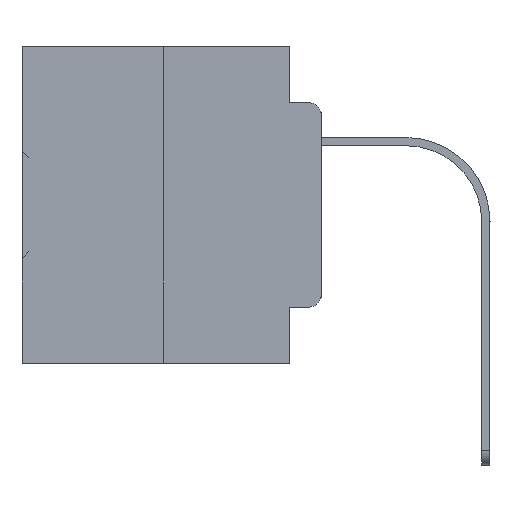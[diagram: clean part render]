
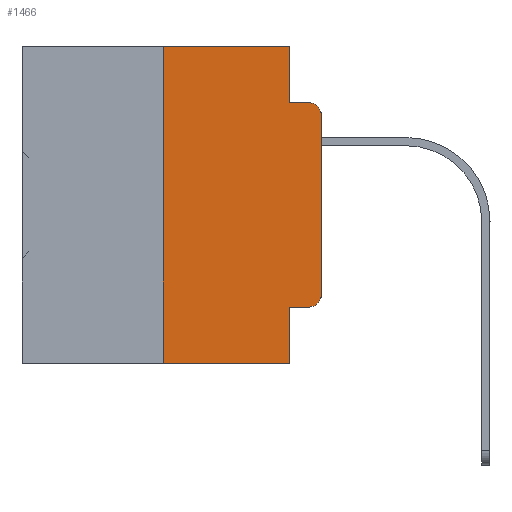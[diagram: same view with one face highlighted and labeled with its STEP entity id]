
A CAD part, left-side view. The second image highlights one B-rep face of the part: STEP entity #1466.
In plain terms, the highlighted planar face has unit normal (-1, 0, 0).
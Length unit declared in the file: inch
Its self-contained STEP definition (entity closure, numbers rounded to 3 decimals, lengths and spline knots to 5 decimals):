
#853 = CARTESIAN_POINT ( 'NONE',  ( 0., 0.473, -0.5 ) ) ;
#1466 = ADVANCED_FACE ( 'NONE', ( #9261 ), #20316, .F. ) ;
#2057 = VECTOR ( 'NONE', #27094, 39.37008 ) ;
#2316 = DIRECTION ( 'NONE',  ( -1., 0., 0. ) ) ;
#2458 = VERTEX_POINT ( 'NONE', #22752 ) ;
#2904 = DIRECTION ( 'NONE',  ( 0., 0., -1. ) ) ;
#3209 = CARTESIAN_POINT ( 'NONE',  ( 0., 0.473, 0. ) ) ;
#3537 = DIRECTION ( 'NONE',  ( 0., -1., 0. ) ) ;
#3815 = VECTOR ( 'NONE', #20800, 39.37008 ) ;
#5262 = DIRECTION ( 'NONE',  ( 0., 0., -1. ) ) ;
#5831 = DIRECTION ( 'NONE',  ( 0., 0., 1. ) ) ;
#5850 = LINE ( 'NONE', #853, #2057 ) ;
#5951 = DIRECTION ( 'NONE',  ( -1., 0., 0. ) ) ;
#6617 = EDGE_CURVE ( 'NONE', #2458, #12409, #21585, .T. ) ;
#6943 = LINE ( 'NONE', #29615, #16949 ) ;
#6945 = CARTESIAN_POINT ( 'NONE',  ( 0., 0.473, 0. ) ) ;
#7419 = DIRECTION ( 'NONE',  ( 0., 0., -1. ) ) ;
#7839 = AXIS2_PLACEMENT_3D ( 'NONE', #19824, #5951, #2904 ) ;
#8769 = CARTESIAN_POINT ( 'NONE',  ( 0., 0.02, -0.0885 ) ) ;
#9261 = FACE_OUTER_BOUND ( 'NONE', #31205, .T. ) ;
#9279 = CARTESIAN_POINT ( 'NONE',  ( 0., 0.051, -0.5 ) ) ;
#9522 = CARTESIAN_POINT ( 'NONE',  ( 0., 0.051, -0.0885 ) ) ;
#11412 = DIRECTION ( 'NONE',  ( 0., 0., -1. ) ) ;
#11650 = ORIENTED_EDGE ( 'NONE', *, *, #6617, .F. ) ;
#11750 = DIRECTION ( 'NONE',  ( 1., 0., 0. ) ) ;
#12021 = CARTESIAN_POINT ( 'NONE',  ( 0., 0.25, 0. ) ) ;
#12074 = VERTEX_POINT ( 'NONE', #8769 ) ;
#12409 = VERTEX_POINT ( 'NONE', #16548 ) ;
#12829 = ORIENTED_EDGE ( 'NONE', *, *, #36328, .T. ) ;
#13045 = VERTEX_POINT ( 'NONE', #21038 ) ;
#13319 = EDGE_CURVE ( 'NONE', #35461, #27667, #31569, .T. ) ;
#13699 = CARTESIAN_POINT ( 'NONE',  ( 0., 0.051, 0. ) ) ;
#15163 = DIRECTION ( 'NONE',  ( 0., 0., -1. ) ) ;
#15630 = VECTOR ( 'NONE', #5831, 39.37008 ) ;
#16548 = CARTESIAN_POINT ( 'NONE',  ( 0., 0.051, 0. ) ) ;
#16611 = ORIENTED_EDGE ( 'NONE', *, *, #27960, .F. ) ;
#16777 = CARTESIAN_POINT ( 'NONE',  ( 0., 0.02, -0.4115 ) ) ;
#16849 = LINE ( 'NONE', #34182, #30335 ) ;
#16888 = VERTEX_POINT ( 'NONE', #23269 ) ;
#16949 = VECTOR ( 'NONE', #3537, 39.37008 ) ;
#17516 = CARTESIAN_POINT ( 'NONE',  ( 0., 0.25, -0.5 ) ) ;
#19824 = CARTESIAN_POINT ( 'NONE',  ( 0., 0.02, -0.3915 ) ) ;
#20316 = PLANE ( 'NONE',  #24547 ) ;
#20661 = CIRCLE ( 'NONE', #23080, 0.02 ) ;
#20694 = EDGE_CURVE ( 'NONE', #27667, #16888, #25968, .T. ) ;
#20800 = DIRECTION ( 'NONE',  ( 0., -1., 0. ) ) ;
#20864 = VECTOR ( 'NONE', #7419, 39.37008 ) ;
#21038 = CARTESIAN_POINT ( 'NONE',  ( 0., 0.051, -0.4115 ) ) ;
#21131 = LINE ( 'NONE', #12021, #27695 ) ;
#21585 = LINE ( 'NONE', #6945, #26802 ) ;
#22079 = ORIENTED_EDGE ( 'NONE', *, *, #35176, .F. ) ;
#22588 = ORIENTED_EDGE ( 'NONE', *, *, #13319, .T. ) ;
#22595 = EDGE_CURVE ( 'NONE', #13045, #35461, #6943, .T. ) ;
#22752 = CARTESIAN_POINT ( 'NONE',  ( 0., 0.25, 0. ) ) ;
#23080 = AXIS2_PLACEMENT_3D ( 'NONE', #36917, #2316, #11412 ) ;
#23269 = CARTESIAN_POINT ( 'NONE',  ( 0., 0., -0.1085 ) ) ;
#23658 = LINE ( 'NONE', #35278, #3815 ) ;
#24547 = AXIS2_PLACEMENT_3D ( 'NONE', #3209, #11750, #15163 ) ;
#24783 = VERTEX_POINT ( 'NONE', #9522 ) ;
#25968 = LINE ( 'NONE', #31909, #15630 ) ;
#26147 = EDGE_CURVE ( 'NONE', #13045, #36050, #31220, .T. ) ;
#26802 = VECTOR ( 'NONE', #35864, 39.37008 ) ;
#27094 = DIRECTION ( 'NONE',  ( 0., -1., 0. ) ) ;
#27660 = ORIENTED_EDGE ( 'NONE', *, *, #32972, .T. ) ;
#27667 = VERTEX_POINT ( 'NONE', #30334 ) ;
#27695 = VECTOR ( 'NONE', #32777, 39.37008 ) ;
#27893 = ORIENTED_EDGE ( 'NONE', *, *, #30325, .F. ) ;
#27960 = EDGE_CURVE ( 'NONE', #31895, #2458, #21131, .T. ) ;
#29615 = CARTESIAN_POINT ( 'NONE',  ( 0., 0.051, -0.4115 ) ) ;
#30325 = EDGE_CURVE ( 'NONE', #12409, #24783, #16849, .T. ) ;
#30334 = CARTESIAN_POINT ( 'NONE',  ( 0., 0., -0.3915 ) ) ;
#30335 = VECTOR ( 'NONE', #5262, 39.37008 ) ;
#31205 = EDGE_LOOP ( 'NONE', ( #36620, #27660, #22079, #27893, #11650, #16611, #12829, #33522, #34190, #22588 ) ) ;
#31220 = LINE ( 'NONE', #13699, #20864 ) ;
#31569 = CIRCLE ( 'NONE', #7839, 0.02 ) ;
#31895 = VERTEX_POINT ( 'NONE', #17516 ) ;
#31909 = CARTESIAN_POINT ( 'NONE',  ( 0., 0., 0. ) ) ;
#32777 = DIRECTION ( 'NONE',  ( 0., 0., 1. ) ) ;
#32972 = EDGE_CURVE ( 'NONE', #16888, #12074, #20661, .T. ) ;
#33522 = ORIENTED_EDGE ( 'NONE', *, *, #26147, .F. ) ;
#34182 = CARTESIAN_POINT ( 'NONE',  ( 0., 0.051, 0. ) ) ;
#34190 = ORIENTED_EDGE ( 'NONE', *, *, #22595, .T. ) ;
#35176 = EDGE_CURVE ( 'NONE', #24783, #12074, #23658, .T. ) ;
#35278 = CARTESIAN_POINT ( 'NONE',  ( 0., 0.051, -0.0885 ) ) ;
#35461 = VERTEX_POINT ( 'NONE', #16777 ) ;
#35864 = DIRECTION ( 'NONE',  ( 0., -1., 0. ) ) ;
#36050 = VERTEX_POINT ( 'NONE', #9279 ) ;
#36328 = EDGE_CURVE ( 'NONE', #31895, #36050, #5850, .T. ) ;
#36620 = ORIENTED_EDGE ( 'NONE', *, *, #20694, .T. ) ;
#36917 = CARTESIAN_POINT ( 'NONE',  ( 0., 0.02, -0.1085 ) ) ;
